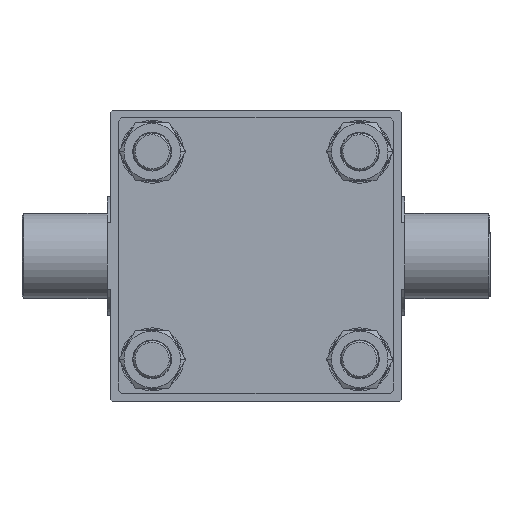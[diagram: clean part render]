
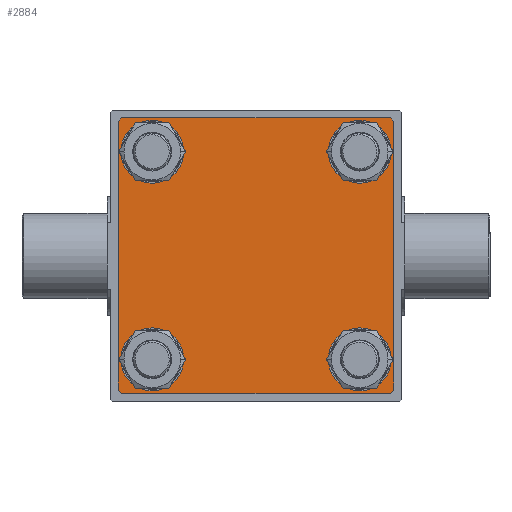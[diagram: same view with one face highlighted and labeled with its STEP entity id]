
A CAD part, top view. The second image highlights one B-rep face of the part: STEP entity #2884.
In plain terms, the highlighted face is planar.
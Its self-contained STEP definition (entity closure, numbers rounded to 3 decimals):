
#78 = FACE_OUTER_BOUND ( 'NONE', #2041, .T. ) ;
#163 = VECTOR ( 'NONE', #6875, 1000. ) ;
#603 = LINE ( 'NONE', #6879, #612 ) ;
#610 = LINE ( 'NONE', #6887, #1062 ) ;
#612 = VECTOR ( 'NONE', #6884, 1000. ) ;
#616 = CIRCLE ( 'NONE', #5279, 11.5 ) ;
#620 = LINE ( 'NONE', #6892, #950 ) ;
#679 = CIRCLE ( 'NONE', #5277, 11.5 ) ;
#698 = CIRCLE ( 'NONE', #5273, 11.5 ) ;
#702 = CIRCLE ( 'NONE', #5275, 11.5 ) ;
#950 = VECTOR ( 'NONE', #6893, 1000. ) ;
#1062 = VECTOR ( 'NONE', #6888, 1000. ) ;
#1195 = FACE_BOUND ( 'NONE', #2037, .T. ) ;
#1198 = FACE_BOUND ( 'NONE', #2043, .T. ) ;
#1203 = FACE_BOUND ( 'NONE', #2040, .T. ) ;
#1222 = LINE ( 'NONE', #6870, #163 ) ;
#1273 = FACE_BOUND ( 'NONE', #2038, .T. ) ;
#2037 = EDGE_LOOP ( 'NONE', ( #3478, #3473 ) ) ;
#2038 = EDGE_LOOP ( 'NONE', ( #3797, #3801 ) ) ;
#2040 = EDGE_LOOP ( 'NONE', ( #3461, #3803 ) ) ;
#2041 = EDGE_LOOP ( 'NONE', ( #3802, #3475, #3796, #3465, #3477, #3464, #3472, #3795 ) ) ;
#2043 = EDGE_LOOP ( 'NONE', ( #3622, #3476 ) ) ;
#2265 = VERTEX_POINT ( 'NONE', #8169 ) ;
#2266 = VERTEX_POINT ( 'NONE', #8168 ) ;
#2267 = VERTEX_POINT ( 'NONE', #8178 ) ;
#2268 = VERTEX_POINT ( 'NONE', #8167 ) ;
#2269 = VERTEX_POINT ( 'NONE', #8174 ) ;
#2276 = VERTEX_POINT ( 'NONE', #9035 ) ;
#2277 = VERTEX_POINT ( 'NONE', #9036 ) ;
#2279 = VERTEX_POINT ( 'NONE', #9038 ) ;
#2290 = VERTEX_POINT ( 'NONE', #9049 ) ;
#2291 = VERTEX_POINT ( 'NONE', #9050 ) ;
#2294 = VERTEX_POINT ( 'NONE', #9053 ) ;
#2295 = VERTEX_POINT ( 'NONE', #9054 ) ;
#2298 = VERTEX_POINT ( 'NONE', #9057 ) ;
#2299 = VERTEX_POINT ( 'NONE', #9058 ) ;
#2302 = VERTEX_POINT ( 'NONE', #9061 ) ;
#2303 = VERTEX_POINT ( 'NONE', #9062 ) ;
#2884 = ADVANCED_FACE ( 'NONE', ( #1198, #1273, #1195, #1203, #78 ), #8599, .T. ) ;
#3461 = ORIENTED_EDGE ( 'NONE', *, *, #6432, .F. ) ;
#3464 = ORIENTED_EDGE ( 'NONE', *, *, #6435, .T. ) ;
#3465 = ORIENTED_EDGE ( 'NONE', *, *, #6434, .T. ) ;
#3472 = ORIENTED_EDGE ( 'NONE', *, *, #6421, .F. ) ;
#3473 = ORIENTED_EDGE ( 'NONE', *, *, #6381, .F. ) ;
#3475 = ORIENTED_EDGE ( 'NONE', *, *, #6433, .T. ) ;
#3476 = ORIENTED_EDGE ( 'NONE', *, *, #6373, .F. ) ;
#3477 = ORIENTED_EDGE ( 'NONE', *, *, #6423, .F. ) ;
#3478 = ORIENTED_EDGE ( 'NONE', *, *, #6431, .F. ) ;
#3622 = ORIENTED_EDGE ( 'NONE', *, *, #6429, .F. ) ;
#3795 = ORIENTED_EDGE ( 'NONE', *, *, #6436, .T. ) ;
#3796 = ORIENTED_EDGE ( 'NONE', *, *, #6426, .F. ) ;
#3797 = ORIENTED_EDGE ( 'NONE', *, *, #6430, .F. ) ;
#3801 = ORIENTED_EDGE ( 'NONE', *, *, #6377, .F. ) ;
#3802 = ORIENTED_EDGE ( 'NONE', *, *, #6417, .F. ) ;
#3803 = ORIENTED_EDGE ( 'NONE', *, *, #6385, .F. ) ;
#3924 = AXIS2_PLACEMENT_3D ( 'NONE', #8601, #8594, #8603 ) ;
#5273 = AXIS2_PLACEMENT_3D ( 'NONE', #6768, #6769, #6770 ) ;
#5275 = AXIS2_PLACEMENT_3D ( 'NONE', #6778, #6779, #6780 ) ;
#5277 = AXIS2_PLACEMENT_3D ( 'NONE', #6788, #6789, #6790 ) ;
#5279 = AXIS2_PLACEMENT_3D ( 'NONE', #6798, #6799, #6800 ) ;
#5292 = AXIS2_PLACEMENT_3D ( 'NONE', #6897, #6898, #6899 ) ;
#5293 = AXIS2_PLACEMENT_3D ( 'NONE', #6900, #6901, #6902 ) ;
#5294 = AXIS2_PLACEMENT_3D ( 'NONE', #6905, #6906, #6907 ) ;
#5295 = AXIS2_PLACEMENT_3D ( 'NONE', #6910, #6911, #6912 ) ;
#6373 = EDGE_CURVE ( 'NONE', #2303, #2302, #698, .T. ) ;
#6377 = EDGE_CURVE ( 'NONE', #2299, #2298, #702, .T. ) ;
#6381 = EDGE_CURVE ( 'NONE', #2295, #2294, #679, .T. ) ;
#6385 = EDGE_CURVE ( 'NONE', #2291, #2290, #616, .T. ) ;
#6417 = EDGE_CURVE ( 'NONE', #2277, #2268, #1222, .T. ) ;
#6421 = EDGE_CURVE ( 'NONE', #2267, #2266, #603, .T. ) ;
#6423 = EDGE_CURVE ( 'NONE', #2276, #2279, #610, .T. ) ;
#6426 = EDGE_CURVE ( 'NONE', #2265, #2269, #620, .T. ) ;
#6429 = EDGE_CURVE ( 'NONE', #2302, #2303, #9499, .T. ) ;
#6430 = EDGE_CURVE ( 'NONE', #2298, #2299, #7883, .T. ) ;
#6431 = EDGE_CURVE ( 'NONE', #2294, #2295, #9405, .T. ) ;
#6432 = EDGE_CURVE ( 'NONE', #2290, #2291, #9402, .T. ) ;
#6433 = EDGE_CURVE ( 'NONE', #2277, #2269, #9397, .T. ) ;
#6434 = EDGE_CURVE ( 'NONE', #2265, #2279, #9365, .T. ) ;
#6435 = EDGE_CURVE ( 'NONE', #2276, #2266, #9398, .T. ) ;
#6436 = EDGE_CURVE ( 'NONE', #2267, #2268, #9371, .T. ) ;
#6768 = CARTESIAN_POINT ( 'NONE',  ( 61., 61., 0. ) ) ;
#6769 = DIRECTION ( 'NONE',  ( 0., 0., -1. ) ) ;
#6770 = DIRECTION ( 'NONE',  ( -1., 0., 0. ) ) ;
#6778 = CARTESIAN_POINT ( 'NONE',  ( 61., -61., 0. ) ) ;
#6779 = DIRECTION ( 'NONE',  ( 0., 0., -1. ) ) ;
#6780 = DIRECTION ( 'NONE',  ( -1., 0., 0. ) ) ;
#6788 = CARTESIAN_POINT ( 'NONE',  ( -61., -61., 0. ) ) ;
#6789 = DIRECTION ( 'NONE',  ( 0., 0., -1. ) ) ;
#6790 = DIRECTION ( 'NONE',  ( -1., 0., 0. ) ) ;
#6798 = CARTESIAN_POINT ( 'NONE',  ( -61., 61., 0. ) ) ;
#6799 = DIRECTION ( 'NONE',  ( 0., 0., -1. ) ) ;
#6800 = DIRECTION ( 'NONE',  ( -1., 0., 0. ) ) ;
#6870 = CARTESIAN_POINT ( 'NONE',  ( 81., -81., 0. ) ) ;
#6875 = DIRECTION ( 'NONE',  ( 0., 1., 0. ) ) ;
#6879 = CARTESIAN_POINT ( 'NONE',  ( -81., 81., 0. ) ) ;
#6884 = DIRECTION ( 'NONE',  ( -1., 0., 0. ) ) ;
#6887 = CARTESIAN_POINT ( 'NONE',  ( -81., -81., 0. ) ) ;
#6888 = DIRECTION ( 'NONE',  ( 0., -1., 0. ) ) ;
#6892 = CARTESIAN_POINT ( 'NONE',  ( -81., -81., 0. ) ) ;
#6893 = DIRECTION ( 'NONE',  ( 1., 0., 0. ) ) ;
#6897 = CARTESIAN_POINT ( 'NONE',  ( 61., 61., 0. ) ) ;
#6898 = DIRECTION ( 'NONE',  ( 0., 0., -1. ) ) ;
#6899 = DIRECTION ( 'NONE',  ( -1., 0., 0. ) ) ;
#6900 = CARTESIAN_POINT ( 'NONE',  ( 61., -61., 0. ) ) ;
#6901 = DIRECTION ( 'NONE',  ( 0., 0., -1. ) ) ;
#6902 = DIRECTION ( 'NONE',  ( -1., 0., 0. ) ) ;
#6903 = CARTESIAN_POINT ( 'NONE',  ( 80., -80., 0. ) ) ;
#6904 = DIRECTION ( 'NONE',  ( -0.707, -0.707, 0. ) ) ;
#6905 = CARTESIAN_POINT ( 'NONE',  ( -61., -61., 0. ) ) ;
#6906 = DIRECTION ( 'NONE',  ( 0., 0., -1. ) ) ;
#6907 = DIRECTION ( 'NONE',  ( -1., 0., 0. ) ) ;
#6909 = CARTESIAN_POINT ( 'NONE',  ( -80., -80., 0. ) ) ;
#6910 = CARTESIAN_POINT ( 'NONE',  ( -61., 61., 0. ) ) ;
#6911 = DIRECTION ( 'NONE',  ( 0., 0., -1. ) ) ;
#6912 = DIRECTION ( 'NONE',  ( -1., 0., 0. ) ) ;
#6914 = DIRECTION ( 'NONE',  ( -0.707, 0.707, 0. ) ) ;
#6915 = CARTESIAN_POINT ( 'NONE',  ( -80., 80., 0. ) ) ;
#6916 = DIRECTION ( 'NONE',  ( 0.707, 0.707, 0. ) ) ;
#6917 = CARTESIAN_POINT ( 'NONE',  ( 80., 80., 0. ) ) ;
#6918 = DIRECTION ( 'NONE',  ( 0.707, -0.707, 0. ) ) ;
#7883 = CIRCLE ( 'NONE', #5293, 11.5 ) ;
#8167 = CARTESIAN_POINT ( 'NONE',  ( 81., 79., 0. ) ) ;
#8168 = CARTESIAN_POINT ( 'NONE',  ( -79., 81., 0. ) ) ;
#8169 = CARTESIAN_POINT ( 'NONE',  ( -79., -81., 0. ) ) ;
#8174 = CARTESIAN_POINT ( 'NONE',  ( 79., -81., 0. ) ) ;
#8178 = CARTESIAN_POINT ( 'NONE',  ( 79., 81., 0. ) ) ;
#8594 = DIRECTION ( 'NONE',  ( 0., 0., -1. ) ) ;
#8599 = PLANE ( 'NONE',  #3924 ) ;
#8601 = CARTESIAN_POINT ( 'NONE',  ( 0., 0., 0. ) ) ;
#8603 = DIRECTION ( 'NONE',  ( -1., 0., 0. ) ) ;
#9035 = CARTESIAN_POINT ( 'NONE',  ( -81., 79., 0. ) ) ;
#9036 = CARTESIAN_POINT ( 'NONE',  ( 81., -79., 0. ) ) ;
#9038 = CARTESIAN_POINT ( 'NONE',  ( -81., -79., 0. ) ) ;
#9049 = CARTESIAN_POINT ( 'NONE',  ( -72.5, 61., 0. ) ) ;
#9050 = CARTESIAN_POINT ( 'NONE',  ( -49.5, 61., 0. ) ) ;
#9053 = CARTESIAN_POINT ( 'NONE',  ( -72.5, -61., 0. ) ) ;
#9054 = CARTESIAN_POINT ( 'NONE',  ( -49.5, -61., 0. ) ) ;
#9057 = CARTESIAN_POINT ( 'NONE',  ( 49.5, -61., 0. ) ) ;
#9058 = CARTESIAN_POINT ( 'NONE',  ( 72.5, -61., 0. ) ) ;
#9061 = CARTESIAN_POINT ( 'NONE',  ( 49.5, 61., 0. ) ) ;
#9062 = CARTESIAN_POINT ( 'NONE',  ( 72.5, 61., 0. ) ) ;
#9365 = LINE ( 'NONE', #6909, #9465 ) ;
#9371 = LINE ( 'NONE', #6917, #9601 ) ;
#9397 = LINE ( 'NONE', #6903, #9432 ) ;
#9398 = LINE ( 'NONE', #6915, #9569 ) ;
#9402 = CIRCLE ( 'NONE', #5295, 11.5 ) ;
#9405 = CIRCLE ( 'NONE', #5294, 11.5 ) ;
#9432 = VECTOR ( 'NONE', #6904, 1000. ) ;
#9465 = VECTOR ( 'NONE', #6914, 1000. ) ;
#9499 = CIRCLE ( 'NONE', #5292, 11.5 ) ;
#9569 = VECTOR ( 'NONE', #6916, 1000. ) ;
#9601 = VECTOR ( 'NONE', #6918, 1000. ) ;
